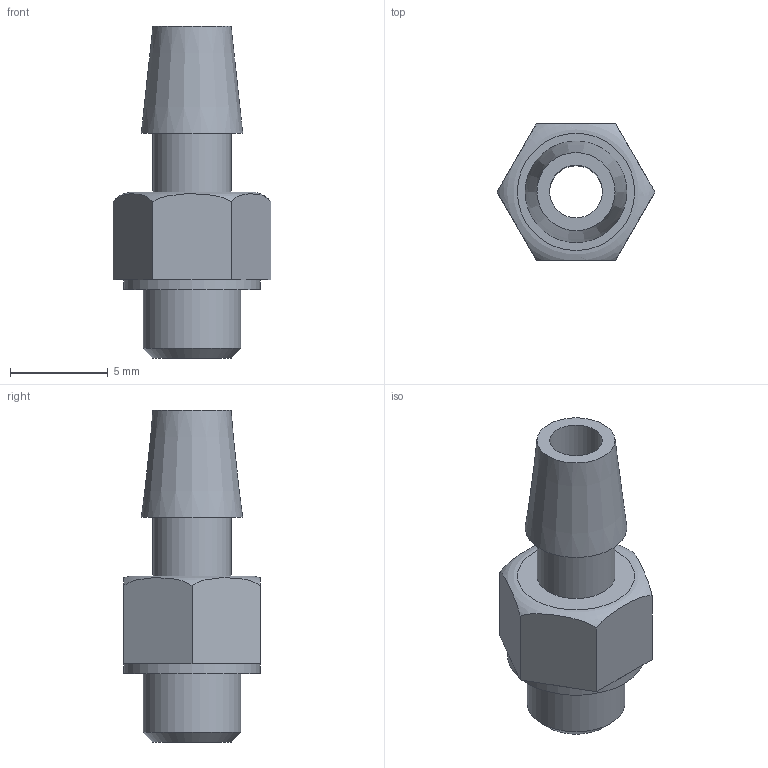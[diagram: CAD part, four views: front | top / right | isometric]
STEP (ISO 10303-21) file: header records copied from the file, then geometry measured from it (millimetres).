
FILE_DESCRIPTION((''),'2;1');
FILE_NAME('','2001-09-27T11:06:31+00:00',('Andreas Norlén'),( 'PIAB AB'),'','SolidEdge','');
FILE_SCHEMA(('CONFIG_CONTROL_DESIGN'));
Length unit declared in the file: millimetre
Bounding box: 8.08 x 7 x 17 mm (x, y, z)
Volume: 308.4 mm3; surface area: 510.2 mm2
Topology: 1 solids, 1 shells, 24 faces, 49 edges, 30 vertices
Faces by surface type: plane 17, cylinder 4, cone 2, torus 1
Full cylindrical faces by diameter (mm): 2.7 x1, 4 x1, 5 x1, 7 x1
Entity records: 1142 total; most frequent: CARTESIAN_POINT 631, ORIENTED_EDGE 82, DIRECTION 76, EDGE_CURVE 41, EDGE_LOOP 36, AXIS2_PLACEMENT_3D 32, VERTEX_POINT 29, ADVANCED_FACE 24
